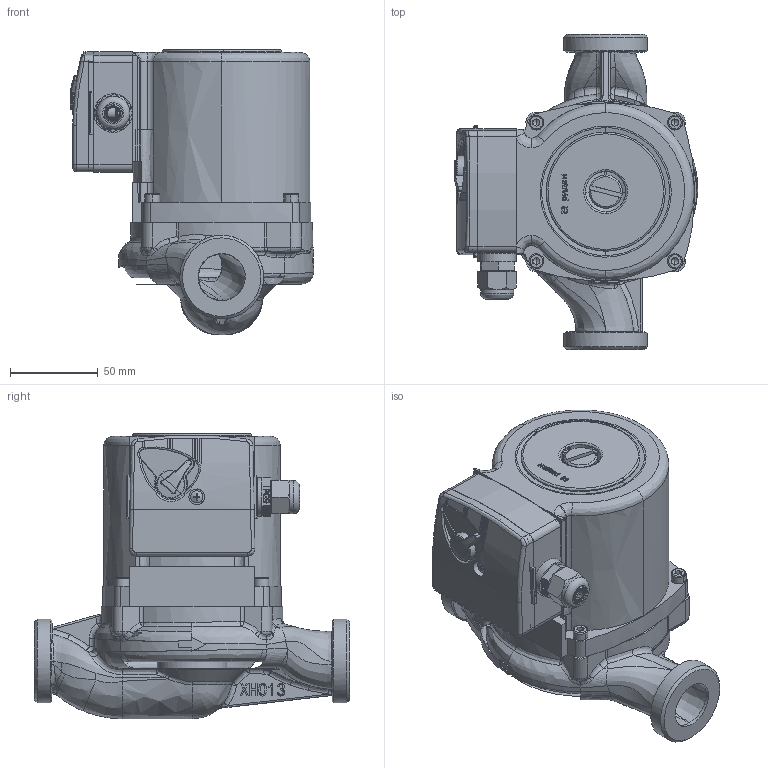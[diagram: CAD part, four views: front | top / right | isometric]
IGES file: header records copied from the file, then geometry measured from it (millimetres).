
Global section: file name: 015P1013 (RWS 25-80SN); native system: AutoCAD 2021 — Русский (Russian),62HAutod; preprocessor: esk Translation Framework DWG producer (atf_dwg_producer); organization: unknown; date: 20230326.200354; units: millimetre
Bounding box: 139.03 x 180 x 163.25 mm (x, y, z)
Volume: 378442.5 mm3; surface area: 224062.2 mm2
Topology: 28 solids, 28 shells, 1997 faces, 5308 edges, 3396 vertices
Faces by surface type: bspline 1965, offset 32
